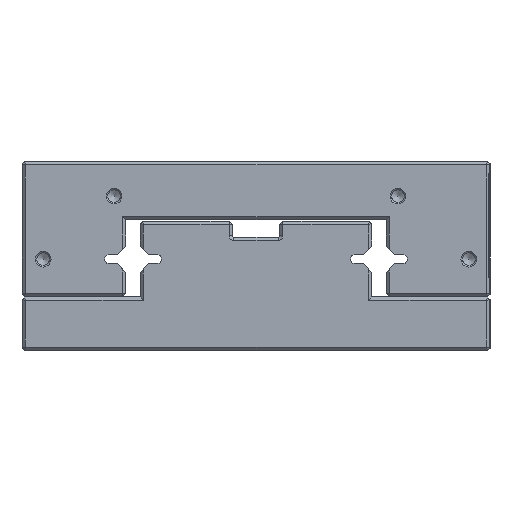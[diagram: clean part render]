
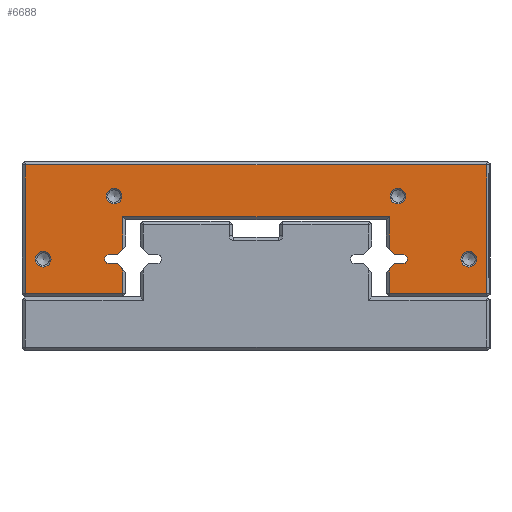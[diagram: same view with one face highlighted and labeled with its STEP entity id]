
A CAD part, left-side view. The second image highlights one B-rep face of the part: STEP entity #6688.
In plain terms, the highlighted planar face has unit normal (-1, 0, 0).
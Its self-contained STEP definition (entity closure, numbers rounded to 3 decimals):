
#5343=FACE_BOUND('',#10567,.T.);
#5344=FACE_BOUND('',#10568,.T.);
#5345=FACE_BOUND('',#10569,.T.);
#5346=FACE_BOUND('',#10570,.T.);
#5347=FACE_BOUND('',#10571,.T.);
#6071=CIRCLE('',#29189,1.5);
#6076=CIRCLE('',#29202,1.5);
#6082=CIRCLE('',#29214,2.5);
#6083=CIRCLE('',#29215,2.5);
#6084=CIRCLE('',#29216,2.5);
#6085=CIRCLE('',#29217,2.5);
#6688=ADVANCED_FACE('',(#5343,#5344,#5345,#5346,#5347),#8046,.T.);
#8046=PLANE('',#29218);
#10567=EDGE_LOOP('',(#13974,#13975,#13976,#13977,#13978,#13979,#13980,#13981,
#13982,#13983,#13984,#13985,#13986,#13987,#13988,#13989,#13990,#13991,#13992,
#13993,#13994,#13995,#13996,#13997));
#10568=EDGE_LOOP('',(#13998));
#10569=EDGE_LOOP('',(#13999));
#10570=EDGE_LOOP('',(#14000));
#10571=EDGE_LOOP('',(#14001));
#13974=ORIENTED_EDGE('',*,*,#21836,.F.);
#13975=ORIENTED_EDGE('',*,*,#21877,.T.);
#13976=ORIENTED_EDGE('',*,*,#21878,.T.);
#13977=ORIENTED_EDGE('',*,*,#21879,.T.);
#13978=ORIENTED_EDGE('',*,*,#21819,.F.);
#13979=ORIENTED_EDGE('',*,*,#21813,.F.);
#13980=ORIENTED_EDGE('',*,*,#21810,.F.);
#13981=ORIENTED_EDGE('',*,*,#21807,.F.);
#13982=ORIENTED_EDGE('',*,*,#21805,.F.);
#13983=ORIENTED_EDGE('',*,*,#21880,.T.);
#13984=ORIENTED_EDGE('',*,*,#21881,.T.);
#13985=ORIENTED_EDGE('',*,*,#21882,.T.);
#13986=ORIENTED_EDGE('',*,*,#21883,.T.);
#13987=ORIENTED_EDGE('',*,*,#21884,.T.);
#13988=ORIENTED_EDGE('',*,*,#21885,.T.);
#13989=ORIENTED_EDGE('',*,*,#21886,.T.);
#13990=ORIENTED_EDGE('',*,*,#21887,.T.);
#13991=ORIENTED_EDGE('',*,*,#21888,.T.);
#13992=ORIENTED_EDGE('',*,*,#21889,.T.);
#13993=ORIENTED_EDGE('',*,*,#21890,.T.);
#13994=ORIENTED_EDGE('',*,*,#21850,.F.);
#13995=ORIENTED_EDGE('',*,*,#21844,.F.);
#13996=ORIENTED_EDGE('',*,*,#21841,.F.);
#13997=ORIENTED_EDGE('',*,*,#21838,.F.);
#13998=ORIENTED_EDGE('',*,*,#21891,.T.);
#13999=ORIENTED_EDGE('',*,*,#21892,.T.);
#14000=ORIENTED_EDGE('',*,*,#21893,.T.);
#14001=ORIENTED_EDGE('',*,*,#21894,.T.);
#19343=VERTEX_POINT('',#39401);
#19344=VERTEX_POINT('',#39403);
#19345=VERTEX_POINT('',#39407);
#19347=VERTEX_POINT('',#39413);
#19349=VERTEX_POINT('',#39419);
#19354=VERTEX_POINT('',#39431);
#19366=VERTEX_POINT('',#39463);
#19367=VERTEX_POINT('',#39465);
#19368=VERTEX_POINT('',#39469);
#19370=VERTEX_POINT('',#39475);
#19372=VERTEX_POINT('',#39481);
#19377=VERTEX_POINT('',#39493);
#19400=VERTEX_POINT('',#39547);
#19401=VERTEX_POINT('',#39549);
#19402=VERTEX_POINT('',#39552);
#19403=VERTEX_POINT('',#39554);
#19404=VERTEX_POINT('',#39556);
#19405=VERTEX_POINT('',#39558);
#19406=VERTEX_POINT('',#39560);
#19407=VERTEX_POINT('',#39562);
#19408=VERTEX_POINT('',#39564);
#19409=VERTEX_POINT('',#39566);
#19410=VERTEX_POINT('',#39568);
#19411=VERTEX_POINT('',#39570);
#19412=VERTEX_POINT('',#39573);
#19413=VERTEX_POINT('',#39575);
#19414=VERTEX_POINT('',#39577);
#19415=VERTEX_POINT('',#39579);
#21805=EDGE_CURVE('',#19343,#19344,#24613,.T.);
#21807=EDGE_CURVE('',#19344,#19345,#24615,.T.);
#21810=EDGE_CURVE('',#19345,#19347,#6071,.T.);
#21813=EDGE_CURVE('',#19347,#19349,#24619,.T.);
#21819=EDGE_CURVE('',#19349,#19354,#24625,.T.);
#21836=EDGE_CURVE('',#19366,#19367,#24639,.T.);
#21838=EDGE_CURVE('',#19367,#19368,#24641,.T.);
#21841=EDGE_CURVE('',#19368,#19370,#6076,.T.);
#21844=EDGE_CURVE('',#19370,#19372,#24645,.T.);
#21850=EDGE_CURVE('',#19372,#19377,#24651,.T.);
#21877=EDGE_CURVE('',#19366,#19400,#24674,.T.);
#21878=EDGE_CURVE('',#19400,#19401,#24675,.T.);
#21879=EDGE_CURVE('',#19401,#19354,#24676,.T.);
#21880=EDGE_CURVE('',#19343,#19402,#24677,.T.);
#21881=EDGE_CURVE('',#19402,#19403,#24678,.T.);
#21882=EDGE_CURVE('',#19403,#19404,#24679,.T.);
#21883=EDGE_CURVE('',#19404,#19405,#24680,.T.);
#21884=EDGE_CURVE('',#19405,#19406,#24681,.T.);
#21885=EDGE_CURVE('',#19406,#19407,#24682,.T.);
#21886=EDGE_CURVE('',#19407,#19408,#24683,.T.);
#21887=EDGE_CURVE('',#19408,#19409,#24684,.T.);
#21888=EDGE_CURVE('',#19409,#19410,#24685,.T.);
#21889=EDGE_CURVE('',#19410,#19411,#24686,.T.);
#21890=EDGE_CURVE('',#19411,#19377,#24687,.T.);
#21891=EDGE_CURVE('',#19412,#19412,#6082,.T.);
#21892=EDGE_CURVE('',#19413,#19413,#6083,.T.);
#21893=EDGE_CURVE('',#19414,#19414,#6084,.T.);
#21894=EDGE_CURVE('',#19415,#19415,#6085,.T.);
#24613=LINE('',#39402,#27013);
#24615=LINE('',#39406,#27015);
#24619=LINE('',#39418,#27019);
#24625=LINE('',#39430,#27025);
#24639=LINE('',#39464,#27039);
#24641=LINE('',#39468,#27041);
#24645=LINE('',#39480,#27045);
#24651=LINE('',#39492,#27051);
#24674=LINE('',#39546,#27074);
#24675=LINE('',#39548,#27075);
#24676=LINE('',#39550,#27076);
#24677=LINE('',#39551,#27077);
#24678=LINE('',#39553,#27078);
#24679=LINE('',#39555,#27079);
#24680=LINE('',#39557,#27080);
#24681=LINE('',#39559,#27081);
#24682=LINE('',#39561,#27082);
#24683=LINE('',#39563,#27083);
#24684=LINE('',#39565,#27084);
#24685=LINE('',#39567,#27085);
#24686=LINE('',#39569,#27086);
#24687=LINE('',#39571,#27087);
#27013=VECTOR('',#32455,1.);
#27015=VECTOR('',#32459,1.);
#27019=VECTOR('',#32471,1.);
#27025=VECTOR('',#32479,1.);
#27039=VECTOR('',#32507,1.);
#27041=VECTOR('',#32511,1.);
#27045=VECTOR('',#32523,1.);
#27051=VECTOR('',#32531,1.);
#27074=VECTOR('',#32570,1.);
#27075=VECTOR('',#32571,1.);
#27076=VECTOR('',#32572,1.);
#27077=VECTOR('',#32573,1.);
#27078=VECTOR('',#32574,1.);
#27079=VECTOR('',#32575,1.);
#27080=VECTOR('',#32576,1.);
#27081=VECTOR('',#32577,1.);
#27082=VECTOR('',#32578,1.);
#27083=VECTOR('',#32579,1.);
#27084=VECTOR('',#32580,1.);
#27085=VECTOR('',#32581,1.);
#27086=VECTOR('',#32582,1.);
#27087=VECTOR('',#32583,1.);
#29189=AXIS2_PLACEMENT_3D('',#39412,#32464,#32465);
#29202=AXIS2_PLACEMENT_3D('',#39474,#32516,#32517);
#29214=AXIS2_PLACEMENT_3D('',#39572,#32584,#32585);
#29215=AXIS2_PLACEMENT_3D('',#39574,#32586,#32587);
#29216=AXIS2_PLACEMENT_3D('',#39576,#32588,#32589);
#29217=AXIS2_PLACEMENT_3D('',#39578,#32590,#32591);
#29218=AXIS2_PLACEMENT_3D('',#39580,#32592,#32593);
#32455=DIRECTION('',(0.,-0.707,0.707));
#32459=DIRECTION('',(0.,-1.,0.));
#32464=DIRECTION('',(-1.,0.,0.));
#32465=DIRECTION('',(0.,0.,-1.));
#32471=DIRECTION('',(0.,1.,0.));
#32479=DIRECTION('',(0.,0.707,0.707));
#32507=DIRECTION('',(0.,0.707,-0.707));
#32511=DIRECTION('',(0.,1.,0.));
#32516=DIRECTION('',(-1.,0.,0.));
#32517=DIRECTION('',(0.,0.,1.));
#32523=DIRECTION('',(0.,-1.,0.));
#32531=DIRECTION('',(0.,-0.707,-0.707));
#32570=DIRECTION('',(0.,0.,1.));
#32571=DIRECTION('',(0.,-1.,0.));
#32572=DIRECTION('',(0.,0.,-1.));
#32573=DIRECTION('',(0.,0.,-1.));
#32574=DIRECTION('',(0.,-1.,0.));
#32575=DIRECTION('',(0.,-0.707,0.707));
#32576=DIRECTION('',(0.,0.,1.));
#32577=DIRECTION('',(0.,0.707,0.707));
#32578=DIRECTION('',(0.,1.,0.));
#32579=DIRECTION('',(0.,0.707,-0.707));
#32580=DIRECTION('',(0.,0.,-1.));
#32581=DIRECTION('',(0.,-0.707,-0.707));
#32582=DIRECTION('',(0.,-1.,0.));
#32583=DIRECTION('',(0.,0.,1.));
#32584=DIRECTION('',(1.,0.,0.));
#32585=DIRECTION('',(0.,0.,-1.));
#32586=DIRECTION('',(1.,0.,0.));
#32587=DIRECTION('',(0.,0.,-1.));
#32588=DIRECTION('',(1.,0.,0.));
#32589=DIRECTION('',(0.,0.,-1.));
#32590=DIRECTION('',(1.,0.,0.));
#32591=DIRECTION('',(0.,0.,-1.));
#32592=DIRECTION('',(-1.,0.,0.));
#32593=DIRECTION('',(0.,0.,1.));
#39401=CARTESIAN_POINT('',(80.,31.95,25.886));
#39402=CARTESIAN_POINT('',(80.,32.95,24.886));
#39403=CARTESIAN_POINT('',(80.,30.336,27.5));
#39406=CARTESIAN_POINT('',(80.,30.336,27.5));
#39407=CARTESIAN_POINT('',(80.,27.7,27.5));
#39412=CARTESIAN_POINT('',(80.,27.7,29.));
#39413=CARTESIAN_POINT('',(80.,27.7,30.5));
#39418=CARTESIAN_POINT('',(80.,27.7,30.5));
#39419=CARTESIAN_POINT('',(80.,30.336,30.5));
#39430=CARTESIAN_POINT('',(80.,30.336,30.5));
#39431=CARTESIAN_POINT('',(80.,31.95,32.114));
#39463=CARTESIAN_POINT('',(80.,116.45,32.114));
#39464=CARTESIAN_POINT('',(80.,115.45,33.114));
#39465=CARTESIAN_POINT('',(80.,118.064,30.5));
#39468=CARTESIAN_POINT('',(80.,118.064,30.5));
#39469=CARTESIAN_POINT('',(80.,120.7,30.5));
#39474=CARTESIAN_POINT('',(80.,120.7,29.));
#39475=CARTESIAN_POINT('',(80.,120.7,27.5));
#39480=CARTESIAN_POINT('',(80.,120.7,27.5));
#39481=CARTESIAN_POINT('',(80.,118.064,27.5));
#39492=CARTESIAN_POINT('',(80.,118.064,27.5));
#39493=CARTESIAN_POINT('',(80.,116.45,25.886));
#39546=CARTESIAN_POINT('',(80.,116.45,41.5));
#39547=CARTESIAN_POINT('',(80.,116.45,42.5));
#39548=CARTESIAN_POINT('',(80.,32.95,42.5));
#39549=CARTESIAN_POINT('',(80.,31.95,42.5));
#39550=CARTESIAN_POINT('',(80.,31.95,33.114));
#39551=CARTESIAN_POINT('',(80.,31.95,17.2));
#39552=CARTESIAN_POINT('',(80.,31.95,18.2));
#39553=CARTESIAN_POINT('',(80.,0.7,18.2));
#39554=CARTESIAN_POINT('',(80.,1.114,18.2));
#39555=CARTESIAN_POINT('',(80.,9.007,10.307));
#39556=CARTESIAN_POINT('',(80.,1.,18.314));
#39557=CARTESIAN_POINT('',(80.,1.,59.3));
#39558=CARTESIAN_POINT('',(80.,1.,58.886));
#39559=CARTESIAN_POINT('',(80.,-0.593,57.293));
#39560=CARTESIAN_POINT('',(80.,1.114,59.));
#39561=CARTESIAN_POINT('',(80.,147.7,59.));
#39562=CARTESIAN_POINT('',(80.,147.286,59.));
#39563=CARTESIAN_POINT('',(80.,102.493,103.793));
#39564=CARTESIAN_POINT('',(80.,147.4,58.886));
#39565=CARTESIAN_POINT('',(80.,147.4,17.9));
#39566=CARTESIAN_POINT('',(80.,147.4,18.314));
#39567=CARTESIAN_POINT('',(80.,92.893,-36.193));
#39568=CARTESIAN_POINT('',(80.,147.286,18.2));
#39569=CARTESIAN_POINT('',(80.,115.45,18.2));
#39570=CARTESIAN_POINT('',(80.,116.45,18.2));
#39571=CARTESIAN_POINT('',(80.,116.45,24.886));
#39572=CARTESIAN_POINT('',(80.,141.7,29.));
#39573=CARTESIAN_POINT('',(80.,141.7,26.5));
#39574=CARTESIAN_POINT('',(80.,6.7,29.));
#39575=CARTESIAN_POINT('',(80.,6.7,26.5));
#39576=CARTESIAN_POINT('',(80.,29.2,49.));
#39577=CARTESIAN_POINT('',(80.,29.2,46.5));
#39578=CARTESIAN_POINT('',(80.,119.2,49.));
#39579=CARTESIAN_POINT('',(80.,119.2,46.5));
#39580=CARTESIAN_POINT('',(80.,27.7,29.));
